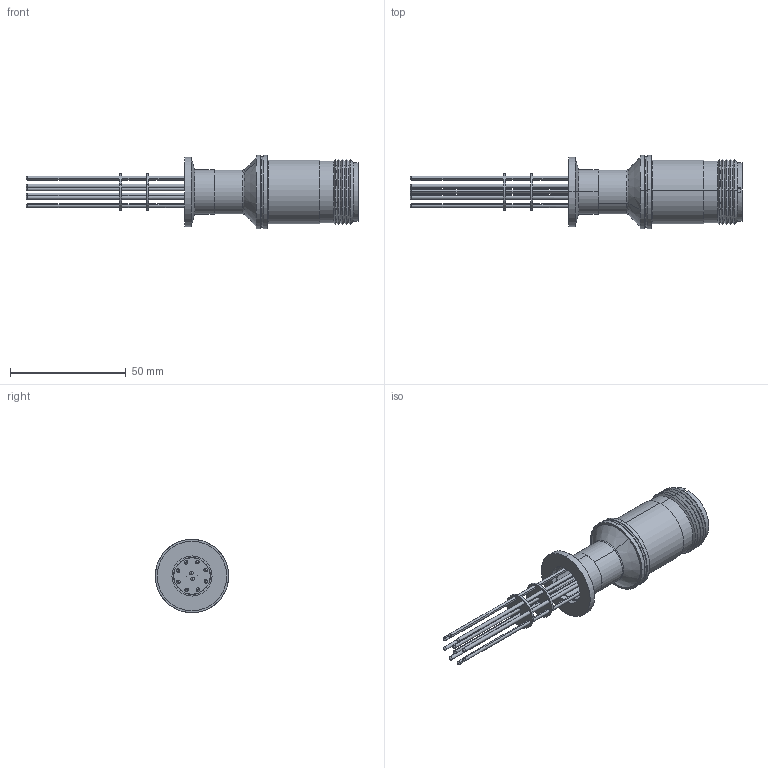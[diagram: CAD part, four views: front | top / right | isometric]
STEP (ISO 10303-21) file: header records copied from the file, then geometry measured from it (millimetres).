
FILE_DESCRIPTION (( 'STEP AP203' ), '1' );
FILE_NAME ('A3512-1-QF.STEP', '2013-02-27T18:36:55', ( '' ), ( '' ), 'SwSTEP 2.0', 'SolidWorks 2012', '' );
FILE_SCHEMA (( 'CONFIG_CONTROL_DESIGN' ));
Length unit declared in the file: inch
Products named in the file (1): A3512-1-QF
Bounding box: 143.64 x 31.71 x 31.71 mm (x, y, z)
Volume: 15403.8 mm3; surface area: 25378.6 mm2
Topology: 1 solids, 11 shells, 542 faces, 1164 edges, 714 vertices
Faces by surface type: cylinder 302, plane 104, torus 70, cone 66
Entity records: 14951 total; most frequent: DIRECTION 2802, CARTESIAN_POINT 2757, ORIENTED_EDGE 2328, AXIS2_PLACEMENT_3D 1207, EDGE_CURVE 1164, VERTEX_POINT 714, EDGE_LOOP 676, CIRCLE 664
